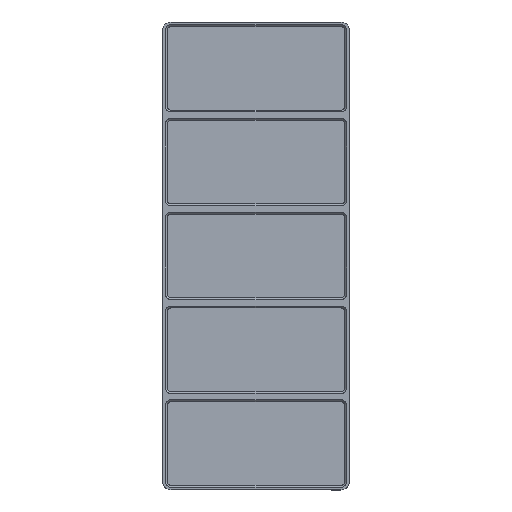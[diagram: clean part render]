
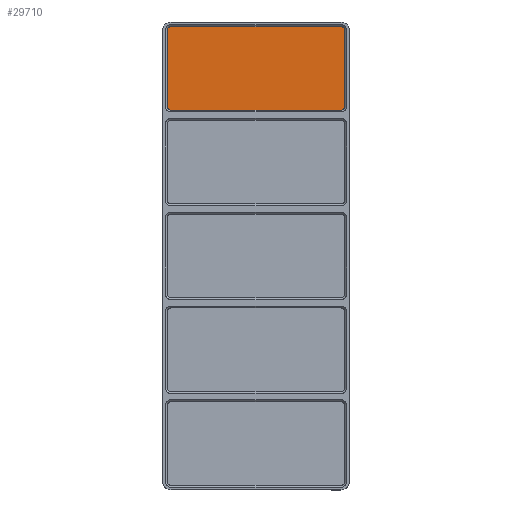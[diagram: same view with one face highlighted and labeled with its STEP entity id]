
A CAD part, top view. The second image highlights one B-rep face of the part: STEP entity #29710.
In plain terms, the highlighted planar face has unit normal (0, 0, 1).
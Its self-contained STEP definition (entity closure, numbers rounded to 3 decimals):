
#14950=CARTESIAN_POINT('',(213.85,254.25,7.));
#14960=VERTEX_POINT('',#14950);
#14990=CARTESIAN_POINT('',(247.,254.25,7.));
#15000=DIRECTION('',(-1.,0.,0.));
#15010=VECTOR('',#15000,1.);
#15020=LINE('',#14990,#15010);
#15030=CARTESIAN_POINT('',(290.15,254.25,7.));
#15040=VERTEX_POINT('',#15030);
#15050=EDGE_CURVE('',#15040,#14960,#15020,.T.);
#19550=CARTESIAN_POINT('',(291.75,289.,7.));
#19560=DIRECTION('',(0.,-1.,0.));
#19570=VECTOR('',#19560,1.);
#19580=LINE('',#19550,#19570);
#19590=CARTESIAN_POINT('',(291.75,290.15,7.));
#19600=VERTEX_POINT('',#19590);
#19610=CARTESIAN_POINT('',(291.75,255.85,7.));
#19620=VERTEX_POINT('',#19610);
#19630=EDGE_CURVE('',#19600,#19620,#19580,.T.);
#27630=CARTESIAN_POINT('',(212.25,255.85,7.));
#27640=VERTEX_POINT('',#27630);
#27670=CARTESIAN_POINT('',(213.85,255.85,7.));
#27680=DIRECTION('',(0.,0.,-1.));
#27690=DIRECTION('',(-1.,0.,0.));
#27700=AXIS2_PLACEMENT_3D('',#27670,#27680,#27690);
#27710=CIRCLE('',#27700,1.6);
#27720=EDGE_CURVE('',#14960,#27640,#27710,.T.);
#28730=CARTESIAN_POINT('',(290.15,291.75,7.));
#28740=VERTEX_POINT('',#28730);
#28770=CARTESIAN_POINT('',(257.,291.75,7.));
#28780=DIRECTION('',(1.,0.,0.));
#28790=VECTOR('',#28780,1.);
#28800=LINE('',#28770,#28790);
#28810=CARTESIAN_POINT('',(213.85,291.75,7.));
#28820=VERTEX_POINT('',#28810);
#28830=EDGE_CURVE('',#28820,#28740,#28800,.T.);
#29120=CARTESIAN_POINT('',(213.85,290.15,7.));
#29130=DIRECTION('',(0.,0.,-1.));
#29140=DIRECTION('',(-1.,0.,0.));
#29150=AXIS2_PLACEMENT_3D('',#29120,#29130,#29140);
#29160=CIRCLE('',#29150,1.6);
#29170=CARTESIAN_POINT('',(212.25,290.15,7.));
#29180=VERTEX_POINT('',#29170);
#29190=EDGE_CURVE('',#29180,#28820,#29160,.T.);
#29390=CARTESIAN_POINT('',(231.,273.,7.));
#29400=DIRECTION('',(0.,0.,1.));
#29410=DIRECTION('',(1.,0.,0.));
#29420=AXIS2_PLACEMENT_3D('',#29390,#29400,#29410);
#29430=PLANE('',#29420);
#29440=ORIENTED_EDGE('',*,*,#29190,.F.);
#29450=ORIENTED_EDGE('',*,*,#28830,.F.);
#29460=CARTESIAN_POINT('',(290.15,290.15,7.));
#29470=DIRECTION('',(0.,0.,-1.));
#29480=DIRECTION('',(-1.,0.,0.));
#29490=AXIS2_PLACEMENT_3D('',#29460,#29470,#29480);
#29500=CIRCLE('',#29490,1.6);
#29510=EDGE_CURVE('',#28740,#19600,#29500,.T.);
#29520=ORIENTED_EDGE('',*,*,#29510,.F.);
#29530=ORIENTED_EDGE('',*,*,#19630,.F.);
#29540=CARTESIAN_POINT('',(290.15,255.85,7.));
#29550=DIRECTION('',(0.,0.,-1.));
#29560=DIRECTION('',(-1.,0.,0.));
#29570=AXIS2_PLACEMENT_3D('',#29540,#29550,#29560);
#29580=CIRCLE('',#29570,1.6);
#29590=EDGE_CURVE('',#19620,#15040,#29580,.T.);
#29600=ORIENTED_EDGE('',*,*,#29590,.F.);
#29610=ORIENTED_EDGE('',*,*,#15050,.F.);
#29620=ORIENTED_EDGE('',*,*,#27720,.F.);
#29630=CARTESIAN_POINT('',(212.25,257.,7.));
#29640=DIRECTION('',(0.,1.,0.));
#29650=VECTOR('',#29640,1.);
#29660=LINE('',#29630,#29650);
#29670=EDGE_CURVE('',#27640,#29180,#29660,.T.);
#29680=ORIENTED_EDGE('',*,*,#29670,.F.);
#29690=EDGE_LOOP('',(#29680,#29620,#29610,#29600,#29530,#29520,#29450,
#29440));
#29700=FACE_OUTER_BOUND('',#29690,.T.);
#29710=ADVANCED_FACE('',(#29700),#29430,.T.);
